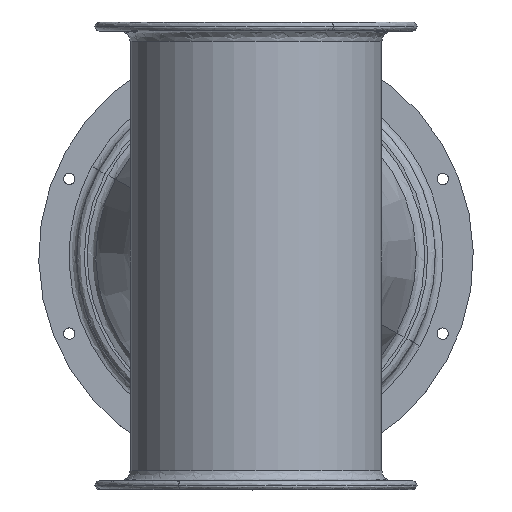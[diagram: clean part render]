
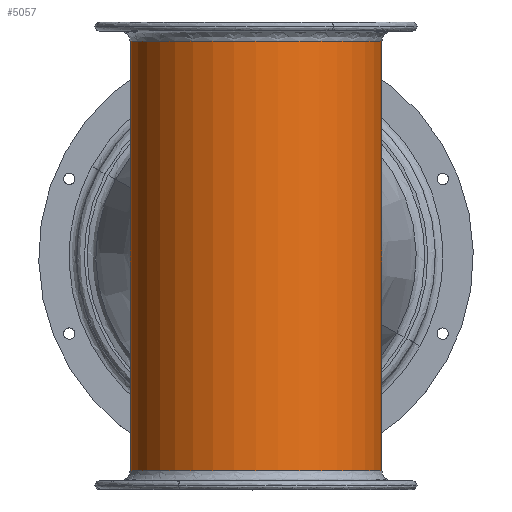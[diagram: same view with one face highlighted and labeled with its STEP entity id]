
A CAD part, top view. The second image highlights one B-rep face of the part: STEP entity #5057.
In plain terms, the highlighted cylindrical face has radius 99.5 mm (diameter 199 mm), a partial arc.
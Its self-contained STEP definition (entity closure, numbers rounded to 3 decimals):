
#3899=CARTESIAN_POINT('Vertex',(99.5,5.815,262.699)) ;
#3987=CARTESIAN_POINT('Control Point',(99.5,5.815,262.699)) ;
#3988=CARTESIAN_POINT('Control Point',(99.5,3.998,263.074)) ;
#3989=CARTESIAN_POINT('Control Point',(99.498,2.153,263.315)) ;
#3990=CARTESIAN_POINT('Control Point',(99.497,0.292,263.401)) ;
#3991=CARTESIAN_POINT('Control Point',(99.499,-2.059,263.301)) ;
#3992=CARTESIAN_POINT('Control Point',(99.5,-4.378,262.966)) ;
#3993=CARTESIAN_POINT('Control Point',(99.5,-4.859,262.886)) ;
#3994=CARTESIAN_POINT('Control Point',(99.5,-5.338,262.797)) ;
#3995=CARTESIAN_POINT('Control Point',(99.5,-5.815,262.699)) ;
#3996=CARTESIAN_POINT('Vertex',(99.5,-5.815,262.699)) ;
#4561=CARTESIAN_POINT('Vertex',(-99.5,-5.815,262.699)) ;
#4638=CARTESIAN_POINT('Control Point',(-99.5,5.815,262.699)) ;
#4639=CARTESIAN_POINT('Control Point',(-99.5,4.749,262.919)) ;
#4640=CARTESIAN_POINT('Control Point',(-99.499,3.674,263.093)) ;
#4641=CARTESIAN_POINT('Control Point',(-99.499,2.591,263.217)) ;
#4642=CARTESIAN_POINT('Control Point',(-99.498,0.249,263.368)) ;
#4643=CARTESIAN_POINT('Control Point',(-99.498,-2.097,263.269)) ;
#4644=CARTESIAN_POINT('Control Point',(-99.499,-3.347,263.144)) ;
#4645=CARTESIAN_POINT('Control Point',(-99.5,-4.587,262.952)) ;
#4646=CARTESIAN_POINT('Control Point',(-99.5,-5.815,262.699)) ;
#4647=CARTESIAN_POINT('Vertex',(-99.5,5.815,262.699)) ;
#4991=CARTESIAN_POINT('Line Origine',(-99.5,0.,262.699)) ;
#4995=CARTESIAN_POINT('Vertex',(-99.5,170.,262.699)) ;
#5002=CARTESIAN_POINT('Vertex',(99.5,170.,262.699)) ;
#5005=CARTESIAN_POINT('Line Origine',(99.5,0.,262.699)) ;
#5018=CARTESIAN_POINT('Axis2P3D Location',(0.,0.,262.699)) ;
#5023=CARTESIAN_POINT('Axis2P3D Location',(0.,170.,262.699)) ;
#5028=CARTESIAN_POINT('Line Origine',(-99.5,0.,262.699)) ;
#5032=CARTESIAN_POINT('Vertex',(-99.5,-170.,262.699)) ;
#5035=CARTESIAN_POINT('Axis2P3D Location',(0.,-170.,262.699)) ;
#5039=CARTESIAN_POINT('Vertex',(99.5,-170.,262.699)) ;
#5042=CARTESIAN_POINT('Line Origine',(99.5,0.,262.699)) ;
#4993=VECTOR('Line Direction',#4992,1.) ;
#5007=VECTOR('Line Direction',#5006,1.) ;
#5030=VECTOR('Line Direction',#5029,1.) ;
#5044=VECTOR('Line Direction',#5043,1.) ;
#4992=DIRECTION('Vector Direction',(0.,-1.,0.)) ;
#5006=DIRECTION('Vector Direction',(0.,-1.,0.)) ;
#5019=DIRECTION('Axis2P3D Direction',(0.,-1.,0.)) ;
#5020=DIRECTION('Axis2P3D XDirection',(1.,0.,0.)) ;
#5024=DIRECTION('Axis2P3D Direction',(0.,-1.,0.)) ;
#5029=DIRECTION('Vector Direction',(0.,-1.,0.)) ;
#5036=DIRECTION('Axis2P3D Direction',(0.,-1.,0.)) ;
#5043=DIRECTION('Vector Direction',(0.,-1.,0.)) ;
#5021=AXIS2_PLACEMENT_3D('Cylinder Axis2P3D',#5018,#5019,#5020) ;
#5025=AXIS2_PLACEMENT_3D('Circle Axis2P3D',#5023,#5024,$) ;
#5037=AXIS2_PLACEMENT_3D('Circle Axis2P3D',#5035,#5036,$) ;
#4994=LINE('Line',#4991,#4993) ;
#5008=LINE('Line',#5005,#5007) ;
#5031=LINE('Line',#5028,#5030) ;
#5045=LINE('Line',#5042,#5044) ;
#5026=CIRCLE('generated circle',#5025,99.5) ;
#5038=CIRCLE('generated circle',#5037,99.5) ;
#5022=CYLINDRICAL_SURFACE('generated cylinder',#5021,99.5) ;
#3998=EDGE_CURVE('',#3900,#3997,#3986,.T.) ;
#4649=EDGE_CURVE('',#4648,#4562,#4637,.T.) ;
#4997=EDGE_CURVE('',#4648,#4996,#4994,.F.) ;
#5009=EDGE_CURVE('',#5003,#3900,#5008,.T.) ;
#5027=EDGE_CURVE('',#4996,#5003,#5026,.F.) ;
#5034=EDGE_CURVE('',#5033,#4562,#5031,.F.) ;
#5041=EDGE_CURVE('',#5040,#5033,#5038,.T.) ;
#5046=EDGE_CURVE('',#3997,#5040,#5045,.T.) ;
#5047=EDGE_LOOP('',(#5048,#5049,#5050,#5051,#5052,#5053,#5054,#5055)) ;
#5048=ORIENTED_EDGE('',*,*,#5009,.F.) ;
#5049=ORIENTED_EDGE('',*,*,#5027,.F.) ;
#5050=ORIENTED_EDGE('',*,*,#4997,.F.) ;
#5051=ORIENTED_EDGE('',*,*,#4649,.T.) ;
#5052=ORIENTED_EDGE('',*,*,#5034,.F.) ;
#5053=ORIENTED_EDGE('',*,*,#5041,.F.) ;
#5054=ORIENTED_EDGE('',*,*,#5046,.F.) ;
#5055=ORIENTED_EDGE('',*,*,#3998,.F.) ;
#3900=VERTEX_POINT('',#3899) ;
#3997=VERTEX_POINT('',#3996) ;
#4562=VERTEX_POINT('',#4561) ;
#4648=VERTEX_POINT('',#4647) ;
#4996=VERTEX_POINT('',#4995) ;
#5003=VERTEX_POINT('',#5002) ;
#5033=VERTEX_POINT('',#5032) ;
#5040=VERTEX_POINT('',#5039) ;
#5057=ADVANCED_FACE('1.1',(#5056),#5022,.T.) ;
#3986=B_SPLINE_CURVE_WITH_KNOTS('',5,(#3987,#3988,#3989,#3990,#3991,#3992,#3993,#3994,#3995),.UNSPECIFIED.,.F.,.U.,(6,3,6),(0.,9.087,11.472),.UNSPECIFIED.) ;
#4637=B_SPLINE_CURVE_WITH_KNOTS('',5,(#4638,#4639,#4640,#4641,#4642,#4643,#4644,#4645,#4646),.UNSPECIFIED.,.F.,.U.,(6,3,6),(81.207,86.532,92.667),.UNSPECIFIED.) ;
#5056=FACE_OUTER_BOUND('',#5047,.T.) ;
